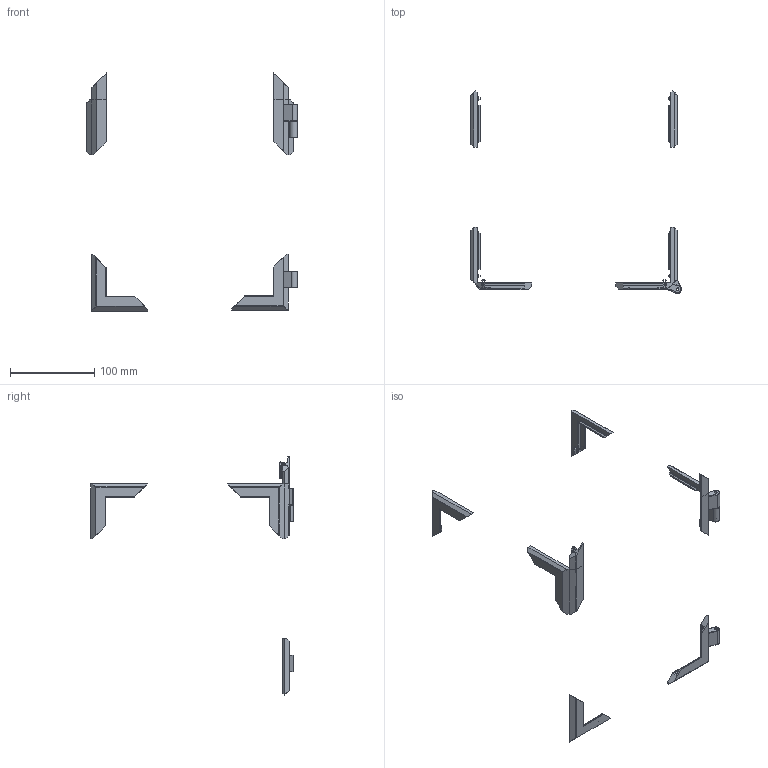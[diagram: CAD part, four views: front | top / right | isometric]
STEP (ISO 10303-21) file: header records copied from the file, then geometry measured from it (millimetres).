
FILE_DESCRIPTION(/* description */ (''),/* implementation_level */ '2;1');
FILE_NAME(/* name */ 'ZeroPanels V3 for Stock V0.2.step',/* time_stamp */ '2023-05-20T20:19:18+02:00',/* author */ (''),/* organization */ (''),/* preprocessor_version */ 'ST-DEVELOPER v19.2',/* originating_system */ 'Autodesk Translation Framework v12.4.0.73',/* authorisation */ '');
FILE_SCHEMA (('AUTOMOTIVE_DESIGN { 1 0 10303 214 3 1 1 }'));
Length unit declared in the file: millimetre
Products named in the file (11): ZeroPanels V3 for Stock V0.2; zp_v0.2_door_lower_left_x1; zp_v0.2_hinge_bottom_moving_x1 v1; zp_v0.2_side_upper_left_hinge_fixed_x1; zp_v0.2_side_upper_right_x1 (beware identical!); zp_v0.2_side_upper_right_x1; zp_v0.2_side_upper_left_x1; zp_v0.2_door_upper_leftx1; zp_v0.2_spacer_left_x1 (x3 optional); zp_v0.2_hinge_top_moving_x1; zp_v0.2_spacer_right_x1 (x3 optional)
Assembly tree (10 placements, depth 2):
  ZeroPanels V3 for Stock V0.2
    zp_v0.2_door_lower_left_x1
    zp_v0.2_hinge_bottom_moving_x1 v1
    zp_v0.2_side_upper_left_hinge_fixed_x1
    zp_v0.2_side_upper_right_x1 (beware identical!)
    zp_v0.2_side_upper_right_x1
    zp_v0.2_side_upper_left_x1
    zp_v0.2_door_upper_leftx1
    zp_v0.2_spacer_left_x1 (x3 optional)
    zp_v0.2_hinge_top_moving_x1
    zp_v0.2_spacer_right_x1 (x3 optional)
Bounding box: 250.13 x 240.34 x 282.48 mm (x, y, z)
Volume: 66388.9 mm3; surface area: 49128.3 mm2
Topology: 10 solids, 14 shells, 609 faces, 1628 edges, 1050 vertices
Faces by surface type: plane 490, cylinder 105, torus 6, sphere 4, bspline 3, cone 1
Full cylindrical faces by diameter (mm): 2 x1, 2.3 x4, 3 x3, 6.1 x4
Entity records: 19178 total; most frequent: CARTESIAN_POINT 3531, ORIENTED_EDGE 3256, DIRECTION 3077, EDGE_CURVE 1628, LINE 1405, VECTOR 1405, VERTEX_POINT 1050, AXIS2_PLACEMENT_3D 836
